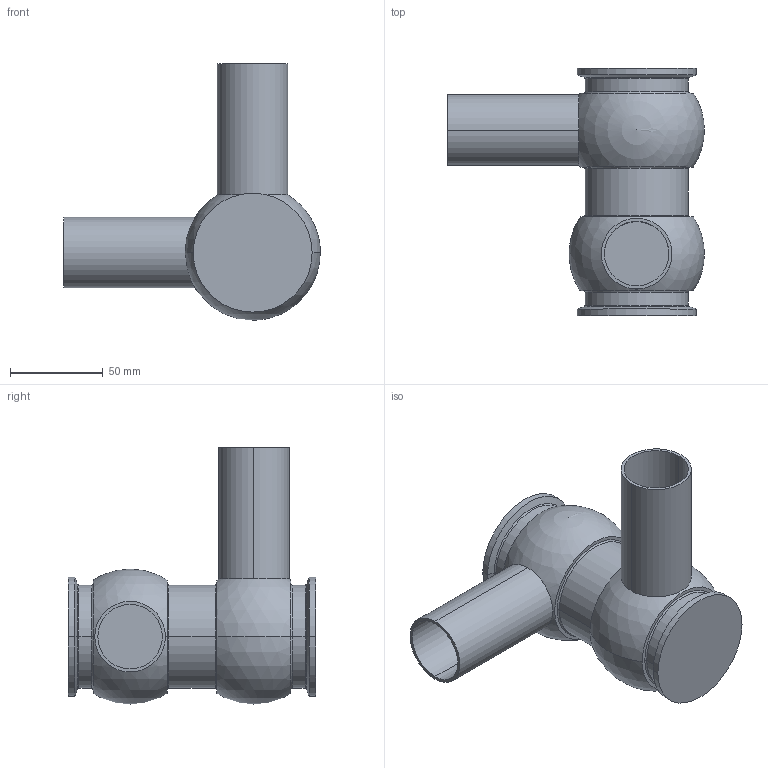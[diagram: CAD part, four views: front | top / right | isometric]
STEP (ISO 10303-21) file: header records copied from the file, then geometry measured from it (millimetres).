
FILE_DESCRIPTION (( 'STEP AP203' ), '1' );
FILE_NAME ('107761.STEP', '2018-03-14T15:16:09', ( '' ), ( '' ), 'SwSTEP 2.0', 'SolidWorks 2014', '' );
FILE_SCHEMA (( 'CONFIG_CONTROL_DESIGN' ));
Length unit declared in the file: inch
Products named in the file (1): 107761
Bounding box: 138.48 x 133.6 x 138.48 mm (x, y, z)
Volume: 400088.1 mm3; surface area: 76326.2 mm2
Topology: 1 solids, 1 shells, 48 faces, 106 edges, 63 vertices
Faces by surface type: cylinder 18, torus 12, plane 10, sphere 4, cone 4
Entity records: 1355 total; most frequent: DIRECTION 270, CARTESIAN_POINT 204, ORIENTED_EDGE 194, AXIS2_PLACEMENT_3D 124, EDGE_CURVE 97, CIRCLE 75, VERTEX_POINT 58, EDGE_LOOP 55
